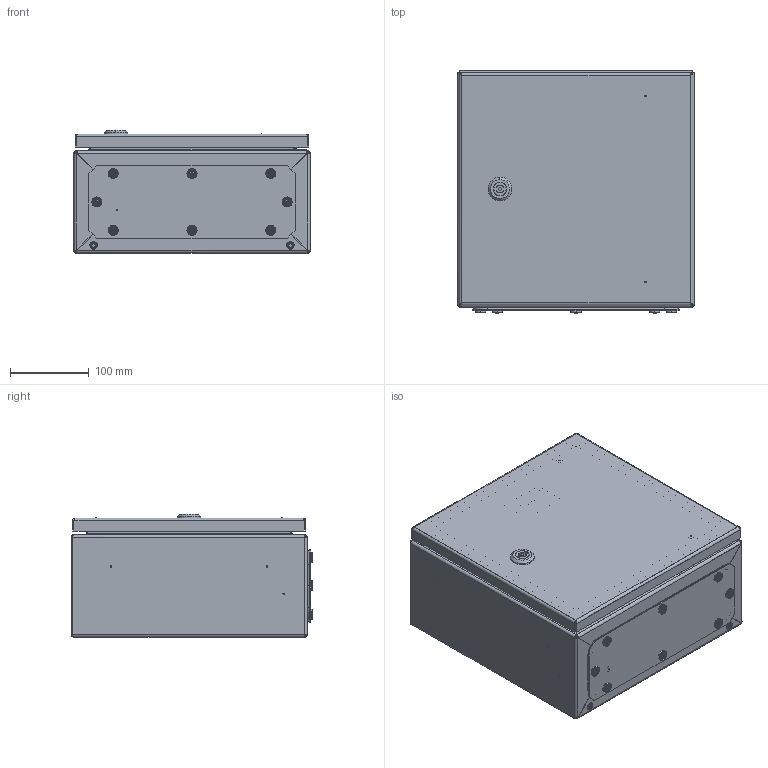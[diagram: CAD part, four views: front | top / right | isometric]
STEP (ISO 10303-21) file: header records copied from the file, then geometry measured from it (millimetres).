
FILE_DESCRIPTION (( 'STEP AP203' ), '1' );
FILE_NAME ('U2480030301 Êîðïóñ UC2M 30.30.15 IP66 (752.000.248).STEP', '2022-04-29T07:22:33', ( '' ), ( '' ), 'SwSTEP 2.0', 'SolidWorks 2017', '' );
FILE_SCHEMA (( 'CONFIG_CONTROL_DESIGN' ));
Length unit declared in the file: millimetre
Products named in the file (37): 040-116 Âèíò ñïåöèàëüíûé ST 4,8x9; 蹴濋趌5915_M8; 嵑殧趌11371_5; Øïèëüêà ðåçüáîâàÿ Ì6_Œ8å30; 椻壚樇襝鴀 Mesan 33; 嵑殧趌11371_6; 000.241.250 署赅 UC2_00 (30.15); 扻豵鵨_п-1; ﾇ瑟鶴 Mesan 060-1-1-13-33_00; 000.113.101 忺謤僔 UC2_03 (30.30.15); Óïëîòíèòåëü ÏÏÓ äâåðêè UC2_05 (30.30); Øòèôò ïåòëè 4-119 Dirak; 000.207.182 攜歑罻 UC2_01 (30.30); 008-396 Ñòåíêà ïðîôèëüíàÿ UC2_03 (30.30.15); 027-185 署赅 UC2_00 (30.15); 003-393 Ñòåíêà íèæíÿÿ UC2_01 (00.30); U2480030301 扻豵鵨 UC2M 30.30.15 IP66 (752.000.248); 嵑殧趌11371_8; Ïåòëÿ 4-119 Dirak_00; 010-322 Ïàíåëü ìîíòàæíàÿ UC2_03 (30.30.15); Øïèëüêà ðåçüáîâàÿ Ì6_Œ6å12; ч蜱齁罻 ST-6; 012-1791 眈翴錪 鳱歑膱 UC2_01 (30.30); 056-269 椯鴀殣罻 UC2_03 (30.30.15); Øïèëüêà çàçåìëåíèÿ CKF CS_Œ6å16; Óïëîòíèòåëü ÏÏÓ êðûøêè UC2Ì_03 (30.15); Ñòîïîðíàÿ âòóëêà ïåòëè 4-119 Dirak; 蹴濋趌5915_M5; Øàéáà íåéëîí Ø028_Œ6; ч蜱齁罻 ST-9; 鎔艜_17473_M6x12; Îñíîâàíèå ïåòëè 4-119 Dirak; Øàéáà íåéëîí Ø028_Œ5; 000.210.359 Îñíîâàíèå äâåðêè UC2_01 (30.30); 嵑殧趌6402_8; 000.241.251 署赅 UC2_00 (30.15); Âòóëêà ïåòëè 4-119 Dirak
Assembly tree (97 placements, depth 4):
  U2480030301 扻豵鵨 UC2M 30.30.15 IP66 (752.000.248)
    000.113.101 忺謤僔 UC2_03 (30.30.15)
      008-396 Ñòåíêà ïðîôèëüíàÿ UC2_03 (30.30.15)
      003-393 Ñòåíêà íèæíÿÿ UC2_01 (00.30)
      Øïèëüêà ðåçüáîâàÿ Ì6_Œ8å30  x4
      Øïèëüêà çàçåìëåíèÿ CKF CS_Œ6å16  x2
      Øïèëüêà ðåçüáîâàÿ Ì6_Œ6å12  x4
    000.207.182 攜歑罻 UC2_01 (30.30)
      000.210.359 Îñíîâàíèå äâåðêè UC2_01 (30.30)
        012-1791 眈翴錪 鳱歑膱 UC2_01 (30.30)
        Âòóëêà ïåòëè 4-119 Dirak  x2
        Øïèëüêà çàçåìëåíèÿ CKF CS_Œ6å16  x2
      Óïëîòíèòåëü ÏÏÓ äâåðêè UC2_05 (30.30)
      ﾇ瑟鶴 Mesan 060-1-1-13-33_00
        扻豵鵨_п-1
        椻壚樇襝鴀 Mesan 33
        嵑殧趌11371_6
        鎔艜_17473_M6x12
    Ïåòëÿ 4-119 Dirak_00  x2
      Âòóëêà ïåòëè 4-119 Dirak
      Øòèôò ïåòëè 4-119 Dirak
      Îñíîâàíèå ïåòëè 4-119 Dirak
      Ñòîïîðíàÿ âòóëêà ïåòëè 4-119 Dirak
    嵑殧趌11371_5  x4
    Øàéáà íåéëîí Ø028_Œ5  x4
    蹴濋趌5915_M5  x4
    ч蜱齁罻 ST-6  x6
    ч蜱齁罻 ST-9  x4
    010-322 Ïàíåëü ìîíòàæíàÿ UC2_03 (30.30.15)
    蹴濋趌5915_M8  x12
    嵑殧趌11371_8  x4
    嵑殧趌6402_8  x4
    000.241.250 署赅 UC2_00 (30.15)
      000.241.251 署赅 UC2_00 (30.15)
        027-185 署赅 UC2_00 (30.15)
        Øïèëüêà çàçåìëåíèÿ CKF CS_Œ6å16
      Óïëîòíèòåëü ÏÏÓ êðûøêè UC2Ì_03 (30.15)
    040-116 Âèíò ñïåöèàëüíûé ST 4,8x9  x8
    Øàéáà íåéëîí Ø028_Œ6  x8
    056-269 椯鴀殣罻 UC2_03 (30.30.15)
Bounding box: 300.6 x 307.22 x 157.25 mm (x, y, z)
Volume: 830882.5 mm3; surface area: 1027400.4 mm2
Topology: 93 solids, 94 shells, 3854 faces, 9074 edges, 5608 vertices
Faces by surface type: plane 1484, bspline 910, cylinder 902, cone 240, torus 168, sphere 150
Entity records: 104979 total; most frequent: CARTESIAN_POINT 49826, ORIENTED_EDGE 11094, DIRECTION 8434, EDGE_CURVE 5547, VERTEX_POINT 3568, VECTOR 3280, LINE 3280, AXIS2_PLACEMENT_3D 2577
